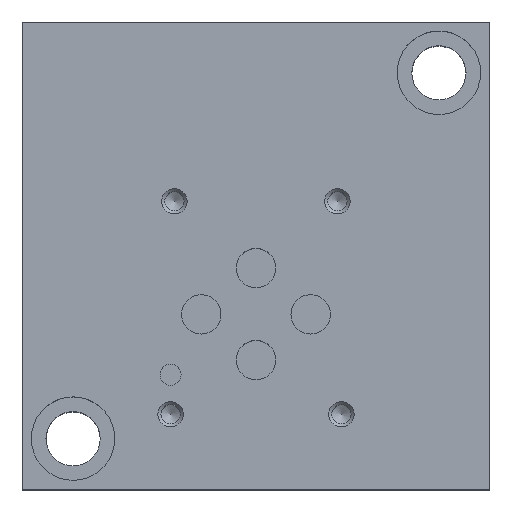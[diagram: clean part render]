
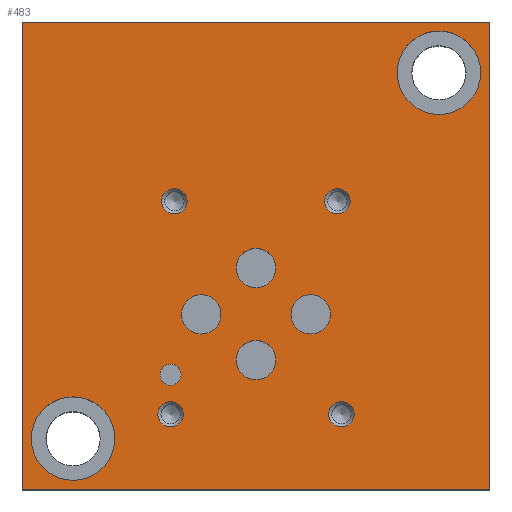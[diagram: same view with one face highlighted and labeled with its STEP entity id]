
A CAD part, top view. The second image highlights one B-rep face of the part: STEP entity #483.
In plain terms, the highlighted planar face has unit normal (0, 0, 1).
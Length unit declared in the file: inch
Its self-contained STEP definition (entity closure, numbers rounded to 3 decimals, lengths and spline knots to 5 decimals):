
#483 = ADVANCED_FACE( '', ( #1148, #1149, #1150, #1151, #1152, #1153, #1154, #1155, #1156, #1157, #1158, #1159 ), #1160, .F. );
#1148 = FACE_BOUND( '', #2033, .T. );
#1149 = FACE_BOUND( '', #2034, .T. );
#1150 = FACE_BOUND( '', #2035, .T. );
#1151 = FACE_BOUND( '', #2036, .T. );
#1152 = FACE_BOUND( '', #2037, .T. );
#1153 = FACE_BOUND( '', #2038, .T. );
#1154 = FACE_BOUND( '', #2039, .T. );
#1155 = FACE_BOUND( '', #2040, .T. );
#1156 = FACE_BOUND( '', #2041, .T. );
#1157 = FACE_BOUND( '', #2042, .T. );
#1158 = FACE_BOUND( '', #2043, .T. );
#1159 = FACE_OUTER_BOUND( '', #2044, .T. );
#1160 = PLANE( '', #2045 );
#2033 = EDGE_LOOP( '', ( #3406 ) );
#2034 = EDGE_LOOP( '', ( #3407 ) );
#2035 = EDGE_LOOP( '', ( #3408 ) );
#2036 = EDGE_LOOP( '', ( #3409 ) );
#2037 = EDGE_LOOP( '', ( #3410 ) );
#2038 = EDGE_LOOP( '', ( #3411 ) );
#2039 = EDGE_LOOP( '', ( #3412 ) );
#2040 = EDGE_LOOP( '', ( #3413 ) );
#2041 = EDGE_LOOP( '', ( #3414 ) );
#2042 = EDGE_LOOP( '', ( #3415 ) );
#2043 = EDGE_LOOP( '', ( #3416 ) );
#2044 = EDGE_LOOP( '', ( #3417, #3418, #3419, #3420 ) );
#2045 = AXIS2_PLACEMENT_3D( '', #3421, #3422, #3423 );
#3406 = ORIENTED_EDGE( '', *, *, #5219, .T. );
#3407 = ORIENTED_EDGE( '', *, *, #5220, .T. );
#3408 = ORIENTED_EDGE( '', *, *, #5221, .F. );
#3409 = ORIENTED_EDGE( '', *, *, #5141, .F. );
#3410 = ORIENTED_EDGE( '', *, *, #5151, .F. );
#3411 = ORIENTED_EDGE( '', *, *, #5222, .F. );
#3412 = ORIENTED_EDGE( '', *, *, #5223, .F. );
#3413 = ORIENTED_EDGE( '', *, *, #5224, .F. );
#3414 = ORIENTED_EDGE( '', *, *, #4811, .F. );
#3415 = ORIENTED_EDGE( '', *, *, #5225, .F. );
#3416 = ORIENTED_EDGE( '', *, *, #5226, .F. );
#3417 = ORIENTED_EDGE( '', *, *, #4941, .T. );
#3418 = ORIENTED_EDGE( '', *, *, #5227, .F. );
#3419 = ORIENTED_EDGE( '', *, *, #5228, .F. );
#3420 = ORIENTED_EDGE( '', *, *, #4987, .T. );
#3421 = CARTESIAN_POINT( '', ( 3.5, 3.5, 3. ) );
#3422 = DIRECTION( '', ( 0., 0., -1. ) );
#3423 = DIRECTION( '', ( -1., 0., 0. ) );
#4811 = EDGE_CURVE( '', #5678, #5678, #5679, .T. );
#4941 = EDGE_CURVE( '', #5902, #5906, #5908, .T. );
#4987 = EDGE_CURVE( '', #5980, #5902, #5981, .T. );
#5141 = EDGE_CURVE( '', #6236, #6236, #6237, .T. );
#5151 = EDGE_CURVE( '', #6250, #6250, #6251, .T. );
#5219 = EDGE_CURVE( '', #6353, #6353, #6354, .T. );
#5220 = EDGE_CURVE( '', #6355, #6355, #6356, .T. );
#5221 = EDGE_CURVE( '', #6357, #6357, #6358, .T. );
#5222 = EDGE_CURVE( '', #6359, #6359, #6360, .T. );
#5223 = EDGE_CURVE( '', #6361, #6361, #6362, .T. );
#5224 = EDGE_CURVE( '', #6363, #6363, #6364, .T. );
#5225 = EDGE_CURVE( '', #6365, #6365, #6366, .T. );
#5226 = EDGE_CURVE( '', #6367, #6367, #6368, .T. );
#5227 = EDGE_CURVE( '', #6369, #5906, #6370, .T. );
#5228 = EDGE_CURVE( '', #5980, #6369, #6371, .T. );
#5678 = VERTEX_POINT( '', #6939 );
#5679 = CIRCLE( '', #6940, 0.1475 );
#5902 = VERTEX_POINT( '', #7239 );
#5906 = VERTEX_POINT( '', #7245 );
#5908 = LINE( '', #7248, #7249 );
#5980 = VERTEX_POINT( '', #7346 );
#5981 = LINE( '', #7347, #7348 );
#6236 = VERTEX_POINT( '', #7695 );
#6237 = CIRCLE( '', #7696, 0.095 );
#6250 = VERTEX_POINT( '', #7711 );
#6251 = CIRCLE( '', #7712, 0.095 );
#6353 = VERTEX_POINT( '', #7853 );
#6354 = CIRCLE( '', #7854, 0.3125 );
#6355 = VERTEX_POINT( '', #7855 );
#6356 = CIRCLE( '', #7856, 0.3125 );
#6357 = VERTEX_POINT( '', #7857 );
#6358 = CIRCLE( '', #7858, 0.095 );
#6359 = VERTEX_POINT( '', #7859 );
#6360 = CIRCLE( '', #7860, 0.095 );
#6361 = VERTEX_POINT( '', #7861 );
#6362 = CIRCLE( '', #7862, 0.079 );
#6363 = VERTEX_POINT( '', #7863 );
#6364 = CIRCLE( '', #7864, 0.1475 );
#6365 = VERTEX_POINT( '', #7865 );
#6366 = CIRCLE( '', #7866, 0.1475 );
#6367 = VERTEX_POINT( '', #7867 );
#6368 = CIRCLE( '', #7868, 0.1475 );
#6369 = VERTEX_POINT( '', #7869 );
#6370 = LINE( '', #7870, #7871 );
#6371 = LINE( '', #7872, #7873 );
#6939 = CARTESIAN_POINT( '', ( 1.8975, 1.657, 3. ) );
#6940 = AXIS2_PLACEMENT_3D( '', #8541, #8542, #8543 );
#7239 = CARTESIAN_POINT( '', ( 0., 3.5, 3. ) );
#7245 = CARTESIAN_POINT( '', ( 0., 0., 3. ) );
#7248 = CARTESIAN_POINT( '', ( 0., 3.5, 3. ) );
#7249 = VECTOR( '', #8701, 39.37008 );
#7346 = CARTESIAN_POINT( '', ( 3.5, 3.5, 3. ) );
#7347 = CARTESIAN_POINT( '', ( 3.5, 3.5, 3. ) );
#7348 = VECTOR( '', #8751, 39.37008 );
#7695 = CARTESIAN_POINT( '', ( 1.205, 0.562, 3. ) );
#7696 = AXIS2_PLACEMENT_3D( '', #8928, #8929, #8930 );
#7711 = CARTESIAN_POINT( '', ( 2.485, 0.562, 3. ) );
#7712 = AXIS2_PLACEMENT_3D( '', #8942, #8943, #8944 );
#7853 = CARTESIAN_POINT( '', ( 2.8075, 3.12, 3. ) );
#7854 = AXIS2_PLACEMENT_3D( '', #9017, #9018, #9019 );
#7855 = CARTESIAN_POINT( '', ( 0.0675, 0.38, 3. ) );
#7856 = AXIS2_PLACEMENT_3D( '', #9020, #9021, #9022 );
#7857 = CARTESIAN_POINT( '', ( 1.234, 2.157, 3. ) );
#7858 = AXIS2_PLACEMENT_3D( '', #9023, #9024, #9025 );
#7859 = CARTESIAN_POINT( '', ( 2.455, 2.157, 3. ) );
#7860 = AXIS2_PLACEMENT_3D( '', #9026, #9027, #9028 );
#7861 = CARTESIAN_POINT( '', ( 1.189, 0.858, 3. ) );
#7862 = AXIS2_PLACEMENT_3D( '', #9029, #9030, #9031 );
#7863 = CARTESIAN_POINT( '', ( 1.8975, 0.968, 3. ) );
#7864 = AXIS2_PLACEMENT_3D( '', #9032, #9033, #9034 );
#7865 = CARTESIAN_POINT( '', ( 2.3065, 1.31, 3. ) );
#7866 = AXIS2_PLACEMENT_3D( '', #9035, #9036, #9037 );
#7867 = CARTESIAN_POINT( '', ( 1.4875, 1.31, 3. ) );
#7868 = AXIS2_PLACEMENT_3D( '', #9038, #9039, #9040 );
#7869 = CARTESIAN_POINT( '', ( 3.5, 0., 3. ) );
#7870 = CARTESIAN_POINT( '', ( 3.5, 0., 3. ) );
#7871 = VECTOR( '', #9041, 39.37008 );
#7872 = CARTESIAN_POINT( '', ( 3.5, 3.5, 3. ) );
#7873 = VECTOR( '', #9042, 39.37008 );
#8541 = CARTESIAN_POINT( '', ( 1.75, 1.657, 3. ) );
#8542 = DIRECTION( '', ( 0., 0., 1. ) );
#8543 = DIRECTION( '', ( 1., 0., 0. ) );
#8701 = DIRECTION( '', ( 0., -1., 0. ) );
#8751 = DIRECTION( '', ( -1., 0., 0. ) );
#8928 = CARTESIAN_POINT( '', ( 1.11, 0.562, 3. ) );
#8929 = DIRECTION( '', ( 0., 0., 1. ) );
#8930 = DIRECTION( '', ( 1., 0., 0. ) );
#8942 = CARTESIAN_POINT( '', ( 2.39, 0.562, 3. ) );
#8943 = DIRECTION( '', ( 0., 0., 1. ) );
#8944 = DIRECTION( '', ( 1., 0., 0. ) );
#9017 = CARTESIAN_POINT( '', ( 3.12, 3.12, 3. ) );
#9018 = DIRECTION( '', ( 0., 0., -1. ) );
#9019 = DIRECTION( '', ( -1., 0., 0. ) );
#9020 = CARTESIAN_POINT( '', ( 0.38, 0.38, 3. ) );
#9021 = DIRECTION( '', ( 0., 0., -1. ) );
#9022 = DIRECTION( '', ( -1., 0., 0. ) );
#9023 = CARTESIAN_POINT( '', ( 1.139, 2.157, 3. ) );
#9024 = DIRECTION( '', ( 0., 0., 1. ) );
#9025 = DIRECTION( '', ( 1., 0., 0. ) );
#9026 = CARTESIAN_POINT( '', ( 2.36, 2.157, 3. ) );
#9027 = DIRECTION( '', ( 0., 0., 1. ) );
#9028 = DIRECTION( '', ( 1., 0., 0. ) );
#9029 = CARTESIAN_POINT( '', ( 1.11, 0.858, 3. ) );
#9030 = DIRECTION( '', ( 0., 0., 1. ) );
#9031 = DIRECTION( '', ( 1., 0., 0. ) );
#9032 = CARTESIAN_POINT( '', ( 1.75, 0.968, 3. ) );
#9033 = DIRECTION( '', ( 0., 0., 1. ) );
#9034 = DIRECTION( '', ( 1., 0., 0. ) );
#9035 = CARTESIAN_POINT( '', ( 2.159, 1.31, 3. ) );
#9036 = DIRECTION( '', ( 0., 0., 1. ) );
#9037 = DIRECTION( '', ( 1., 0., 0. ) );
#9038 = CARTESIAN_POINT( '', ( 1.34, 1.31, 3. ) );
#9039 = DIRECTION( '', ( 0., 0., 1. ) );
#9040 = DIRECTION( '', ( 1., 0., 0. ) );
#9041 = DIRECTION( '', ( -1., 0., 0. ) );
#9042 = DIRECTION( '', ( 0., -1., 0. ) );
